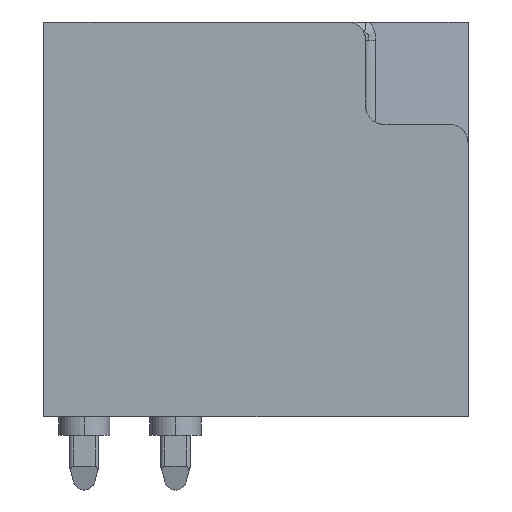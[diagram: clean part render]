
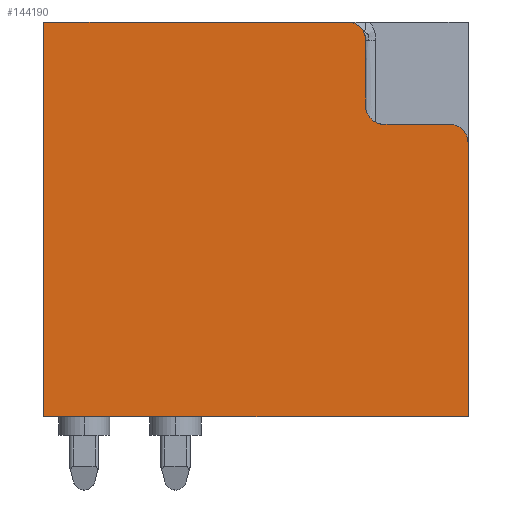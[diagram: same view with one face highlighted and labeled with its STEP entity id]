
A CAD part, left-side view. The second image highlights one B-rep face of the part: STEP entity #144190.
In plain terms, the highlighted face is planar.
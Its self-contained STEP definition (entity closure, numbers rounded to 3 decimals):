
#134550=CARTESIAN_POINT('',(-62.251,-9.667,
2.925));
#134560=VERTEX_POINT('',#134550);
#134590=CARTESIAN_POINT('',(-62.751,-9.667,
2.925));
#134600=DIRECTION('',(0.,0.,1.));
#134610=DIRECTION('',(1.,0.,0.));
#134620=AXIS2_PLACEMENT_3D('',#134590,#134600,#134610);
#134630=CIRCLE('',#134620,0.5);
#134640=CARTESIAN_POINT('',(-62.751,-9.167,
2.925));
#134650=VERTEX_POINT('',#134640);
#134660=EDGE_CURVE('',#134560,#134650,#134630,.T.);
#143470=CARTESIAN_POINT('',(-68.051,-16.417,
2.925));
#143480=DIRECTION('',(0.,0.,1.));
#143490=DIRECTION('',(0.,-1.,0.));
#143500=AXIS2_PLACEMENT_3D('',#143470,#143480,#143490);
#143510=PLANE('',#143500);
#143520=CARTESIAN_POINT('',(-64.551,-8.667,
2.925));
#143530=DIRECTION('',(0.,0.,-1.));
#143540=DIRECTION('',(0.,1.,0.));
#143550=AXIS2_PLACEMENT_3D('',#143520,#143530,#143540);
#143560=CIRCLE('',#143550,0.5);
#143570=CARTESIAN_POINT('',(-64.551,-9.167,
2.925));
#143580=VERTEX_POINT('',#143570);
#143590=CARTESIAN_POINT('',(-65.051,-8.667,
2.925));
#143600=VERTEX_POINT('',#143590);
#143610=EDGE_CURVE('',#143580,#143600,#143560,.T.);
#143620=ORIENTED_EDGE('',*,*,#143610,.T.);
#143630=CARTESIAN_POINT('',(-53.334,-9.167,
2.925));
#143640=DIRECTION('',(1.,0.,0.));
#143650=VECTOR('',#143640,1.);
#143660=LINE('',#143630,#143650);
#143670=EDGE_CURVE('',#143580,#134650,#143660,.T.);
#143680=ORIENTED_EDGE('',*,*,#143670,.F.);
#143690=ORIENTED_EDGE('',*,*,#134660,.T.);
#143700=CARTESIAN_POINT('',(-62.251,-84.269,
2.925));
#143710=DIRECTION('',(0.,1.,0.));
#143720=VECTOR('',#143710,1.);
#143730=LINE('',#143700,#143720);
#143740=CARTESIAN_POINT('',(-62.251,-17.167,
2.925));
#143750=VERTEX_POINT('',#143740);
#143760=EDGE_CURVE('',#143750,#134560,#143730,.T.);
#143770=ORIENTED_EDGE('',*,*,#143760,.T.);
#143780=CARTESIAN_POINT('',(0.,-17.167,
2.925));
#143790=DIRECTION('',(-1.,0.,0.));
#143800=VECTOR('',#143790,1.);
#143810=LINE('',#143780,#143800);
#143820=CARTESIAN_POINT('',(-73.851,-17.167,
2.925));
#143830=VERTEX_POINT('',#143820);
#143840=EDGE_CURVE('',#143750,#143830,#143810,.T.);
#143850=ORIENTED_EDGE('',*,*,#143840,.F.);
#143860=CARTESIAN_POINT('',(-73.851,-84.269,
2.925));
#143870=DIRECTION('',(0.,-1.,0.));
#143880=VECTOR('',#143870,1.);
#143890=LINE('',#143860,#143880);
#143900=CARTESIAN_POINT('',(-73.851,-6.367,
2.925));
#143910=VERTEX_POINT('',#143900);
#143920=EDGE_CURVE('',#143910,#143830,#143890,.T.);
#143930=ORIENTED_EDGE('',*,*,#143920,.T.);
#143940=CARTESIAN_POINT('',(-53.334,-6.367,
2.925));
#143950=DIRECTION('',(1.,0.,0.));
#143960=VECTOR('',#143950,1.);
#143970=LINE('',#143940,#143960);
#143980=CARTESIAN_POINT('',(-65.551,-6.367,
2.925));
#143990=VERTEX_POINT('',#143980);
#144000=EDGE_CURVE('',#143910,#143990,#143970,.T.);
#144010=ORIENTED_EDGE('',*,*,#144000,.F.);
#144020=CARTESIAN_POINT('',(-65.551,-6.867,
2.925));
#144030=DIRECTION('',(0.,0.,1.));
#144040=DIRECTION('',(0.,-1.,0.));
#144050=AXIS2_PLACEMENT_3D('',#144020,#144030,#144040);
#144060=CIRCLE('',#144050,0.5);
#144070=CARTESIAN_POINT('',(-65.051,-6.867,
2.925));
#144080=VERTEX_POINT('',#144070);
#144090=EDGE_CURVE('',#144080,#143990,#144060,.T.);
#144100=ORIENTED_EDGE('',*,*,#144090,.T.);
#144110=CARTESIAN_POINT('',(-65.051,-84.269,
2.925));
#144120=DIRECTION('',(0.,-1.,0.));
#144130=VECTOR('',#144120,1.);
#144140=LINE('',#144110,#144130);
#144150=EDGE_CURVE('',#144080,#143600,#144140,.T.);
#144160=ORIENTED_EDGE('',*,*,#144150,.F.);
#144170=EDGE_LOOP('',(#144160,#144100,#144010,#143930,#143850,#143770,
#143690,#143680,#143620));
#144180=FACE_OUTER_BOUND('',#144170,.T.);
#144190=ADVANCED_FACE('',(#144180),#143510,.T.);
